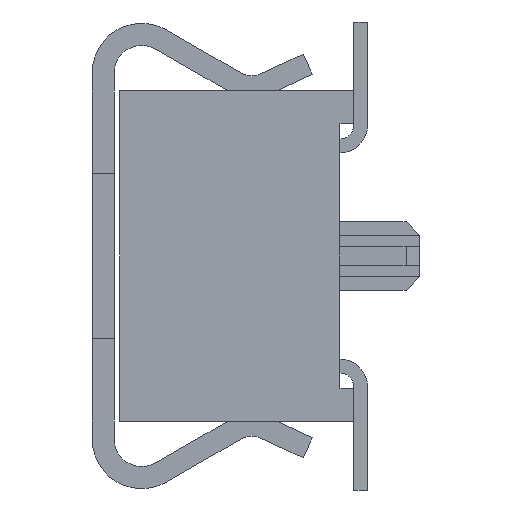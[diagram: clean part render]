
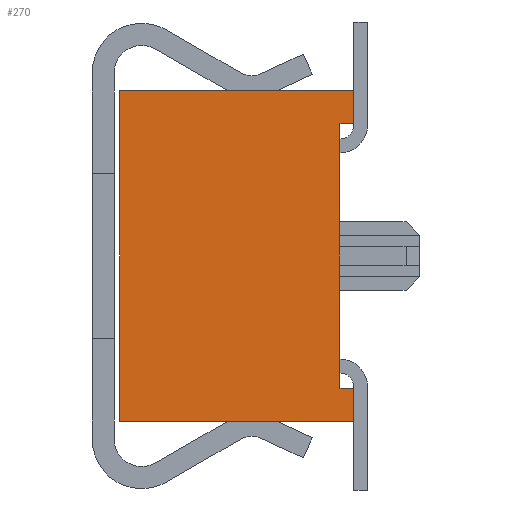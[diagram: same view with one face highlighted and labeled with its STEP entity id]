
A CAD part, left-side view. The second image highlights one B-rep face of the part: STEP entity #270.
In plain terms, the highlighted planar face has unit normal (-1, 0, 0).
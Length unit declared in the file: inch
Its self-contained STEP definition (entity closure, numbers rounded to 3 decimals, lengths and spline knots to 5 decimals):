
#270 = ADVANCED_FACE( '', ( #823 ), #824, .F. );
#823 = FACE_OUTER_BOUND( '', #2040, .T. );
#824 = PLANE( '', #2041 );
#2040 = EDGE_LOOP( '', ( #3271, #3272, #3273, #3274, #3275, #3276, #3277, #3278 ) );
#2041 = AXIS2_PLACEMENT_3D( '', #3279, #3280, #3281 );
#3271 = ORIENTED_EDGE( '', *, *, #8137, .T. );
#3272 = ORIENTED_EDGE( '', *, *, #8136, .T. );
#3273 = ORIENTED_EDGE( '', *, *, #8138, .F. );
#3274 = ORIENTED_EDGE( '', *, *, #8139, .F. );
#3275 = ORIENTED_EDGE( '', *, *, #8130, .T. );
#3276 = ORIENTED_EDGE( '', *, *, #8127, .T. );
#3277 = ORIENTED_EDGE( '', *, *, #8140, .T. );
#3278 = ORIENTED_EDGE( '', *, *, #8141, .T. );
#3279 = CARTESIAN_POINT( '', ( 0., 0.085, -0.06 ) );
#3280 = DIRECTION( '', ( 1., 0., 0. ) );
#3281 = DIRECTION( '', ( 0., 0., -1. ) );
#8127 = EDGE_CURVE( '', #9745, #9742, #9746, .T. );
#8130 = EDGE_CURVE( '', #9750, #9745, #9751, .T. );
#8136 = EDGE_CURVE( '', #9756, #9760, #9762, .T. );
#8137 = EDGE_CURVE( '', #9763, #9756, #9764, .T. );
#8138 = EDGE_CURVE( '', #9765, #9760, #9766, .T. );
#8139 = EDGE_CURVE( '', #9750, #9765, #9767, .T. );
#8140 = EDGE_CURVE( '', #9742, #9768, #9769, .T. );
#8141 = EDGE_CURVE( '', #9768, #9763, #9770, .T. );
#9742 = VERTEX_POINT( '', #12434 );
#9745 = VERTEX_POINT( '', #12438 );
#9746 = LINE( '', #12439, #12440 );
#9750 = VERTEX_POINT( '', #12446 );
#9751 = LINE( '', #12447, #12448 );
#9756 = VERTEX_POINT( '', #12455 );
#9760 = VERTEX_POINT( '', #12461 );
#9762 = LINE( '', #12464, #12465 );
#9763 = VERTEX_POINT( '', #12466 );
#9764 = LINE( '', #12467, #12468 );
#9765 = VERTEX_POINT( '', #12469 );
#9766 = LINE( '', #12470, #12471 );
#9767 = LINE( '', #12472, #12473 );
#9768 = VERTEX_POINT( '', #12474 );
#9769 = LINE( '', #12475, #12476 );
#9770 = LINE( '', #12477, #12478 );
#12434 = CARTESIAN_POINT( '', ( 0., 0., -0.048 ) );
#12438 = CARTESIAN_POINT( '', ( 0., 0., -0.06 ) );
#12439 = CARTESIAN_POINT( '', ( 0., 0., -0.06 ) );
#12440 = VECTOR( '', #16607, 39.37008 );
#12446 = CARTESIAN_POINT( '', ( 0., 0.085, -0.06 ) );
#12447 = CARTESIAN_POINT( '', ( 0., 0.085, -0.06 ) );
#12448 = VECTOR( '', #16610, 39.37008 );
#12455 = CARTESIAN_POINT( '', ( 0., 0., 0.048 ) );
#12461 = CARTESIAN_POINT( '', ( 0., 0., 0.06 ) );
#12464 = CARTESIAN_POINT( '', ( 0., 0., -0.06 ) );
#12465 = VECTOR( '', #16616, 39.37008 );
#12466 = CARTESIAN_POINT( '', ( 0., 0.005, 0.048 ) );
#12467 = CARTESIAN_POINT( '', ( 0., 0.005, 0.048 ) );
#12468 = VECTOR( '', #16617, 39.37008 );
#12469 = CARTESIAN_POINT( '', ( 0., 0.085, 0.06 ) );
#12470 = CARTESIAN_POINT( '', ( 0., 0.085, 0.06 ) );
#12471 = VECTOR( '', #16618, 39.37008 );
#12472 = CARTESIAN_POINT( '', ( 0., 0.085, -0.06 ) );
#12473 = VECTOR( '', #16619, 39.37008 );
#12474 = CARTESIAN_POINT( '', ( 0., 0.005, -0.048 ) );
#12475 = CARTESIAN_POINT( '', ( 0., -0.005, -0.048 ) );
#12476 = VECTOR( '', #16620, 39.37008 );
#12477 = CARTESIAN_POINT( '', ( 0., 0.005, -0.048 ) );
#12478 = VECTOR( '', #16621, 39.37008 );
#16607 = DIRECTION( '', ( 0., 0., 1. ) );
#16610 = DIRECTION( '', ( 0., -1., 0. ) );
#16616 = DIRECTION( '', ( 0., 0., 1. ) );
#16617 = DIRECTION( '', ( 0., -1., 0. ) );
#16618 = DIRECTION( '', ( 0., -1., 0. ) );
#16619 = DIRECTION( '', ( 0., 0., 1. ) );
#16620 = DIRECTION( '', ( 0., 1., 0. ) );
#16621 = DIRECTION( '', ( 0., 0., 1. ) );
